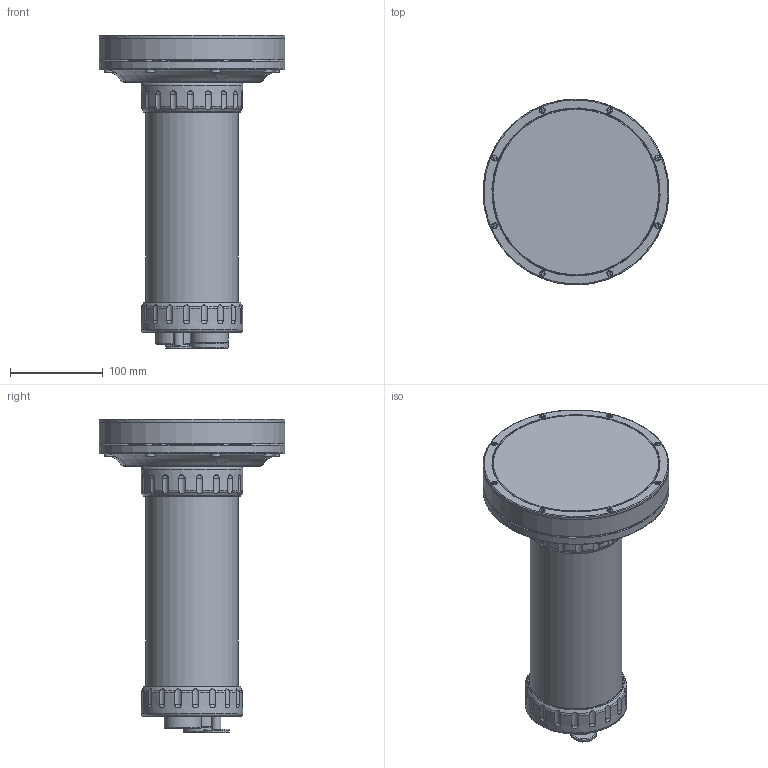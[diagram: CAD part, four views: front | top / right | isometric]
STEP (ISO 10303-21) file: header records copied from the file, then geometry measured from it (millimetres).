
FILE_DESCRIPTION (( 'STEP AP214' ), '1' );
FILE_NAME ('07233 PSBP General Assembly.STEP', '2015-07-22T15:18:18', ( 'Allan' ), ( 'Microsoft' ), 'SwSTEP 2.0', 'SolidWorks 2013', '' );
FILE_SCHEMA (( 'AUTOMOTIVE_DESIGN' ));
Length unit declared in the file: millimetre
Products named in the file (1): 07233 PSBP General Assembly
Bounding box: 200 x 200 x 337.6 mm (x, y, z)
Surface area: 217838.7 mm2 (no closed solid volume)
Topology: 0 solids, 53 shells, 449 faces, 1705 edges, 1227 vertices
Faces by surface type: plane 183, cylinder 107, torus 64, cone 51, sphere 43, bspline 1
Full cylindrical faces by diameter (mm): 1.5 x6, 3.43 x8, 7 x7, 9.8 x1, 10 x10, 11 x8, 11.69 x1, 13 x1, 21.94 x1, 28 x1, 40 x1, 40.7 x2, 91 x1, 91.55 x1, 99 x1, 100.54 x2, 109.64 x2, 180 x1, 200 x3
Entity records: 24769 total; most frequent: CARTESIAN_POINT 7224, DIRECTION 2481, ORIENTED_EDGE 2131, EDGE_CURVE 1432, VERTEX_POINT 1138, AXIS2_PLACEMENT_3D 833, LINE 815, VECTOR 815
